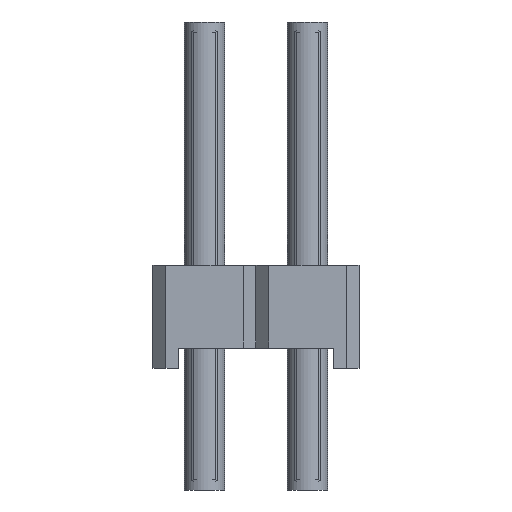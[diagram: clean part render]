
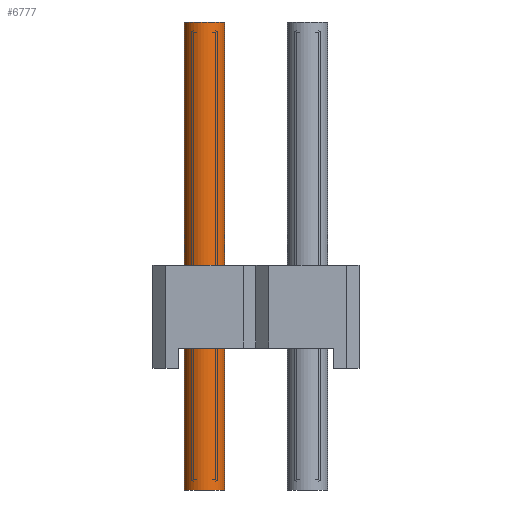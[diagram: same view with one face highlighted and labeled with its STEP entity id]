
A CAD part, left-side view. The second image highlights one B-rep face of the part: STEP entity #6777.
In plain terms, the highlighted cylindrical face has radius 0.5 mm (diameter 1 mm), a full revolution.
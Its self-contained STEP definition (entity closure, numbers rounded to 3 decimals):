
#135=CIRCLE('',#7170,0.5);
#136=CIRCLE('',#7171,0.5);
#372=CYLINDRICAL_SURFACE('',#7169,0.5);
#597=ORIENTED_EDGE('',*,*,#2567,.F.);
#598=ORIENTED_EDGE('',*,*,#2568,.T.);
#2567=EDGE_CURVE('',#3561,#3561,#135,.T.);
#2568=EDGE_CURVE('',#3562,#3562,#136,.T.);
#3561=VERTEX_POINT('',#9842);
#3562=VERTEX_POINT('',#9844);
#5757=EDGE_LOOP('',(#597));
#5758=EDGE_LOOP('',(#598));
#6155=FACE_BOUND('',#5757,.T.);
#6156=FACE_BOUND('',#5758,.T.);
#6777=ADVANCED_FACE('',(#6155,#6156),#372,.F.);
#7169=AXIS2_PLACEMENT_3D('',#9840,#7849,#7850);
#7170=AXIS2_PLACEMENT_3D('',#9841,#7851,#7852);
#7171=AXIS2_PLACEMENT_3D('',#9843,#7853,#7854);
#7849=DIRECTION('',(0.,0.,1.));
#7850=DIRECTION('',(1.,0.,0.));
#7851=DIRECTION('',(0.,0.,-1.));
#7852=DIRECTION('',(1.,0.,0.));
#7853=DIRECTION('',(0.,0.,-1.));
#7854=DIRECTION('',(1.,0.,0.));
#9840=CARTESIAN_POINT('',(0.,0.,0.));
#9841=CARTESIAN_POINT('',(0.,0.,11.54));
#9842=CARTESIAN_POINT('',(0.5,0.,11.54));
#9843=CARTESIAN_POINT('',(0.,0.,0.));
#9844=CARTESIAN_POINT('',(0.5,0.,0.));
